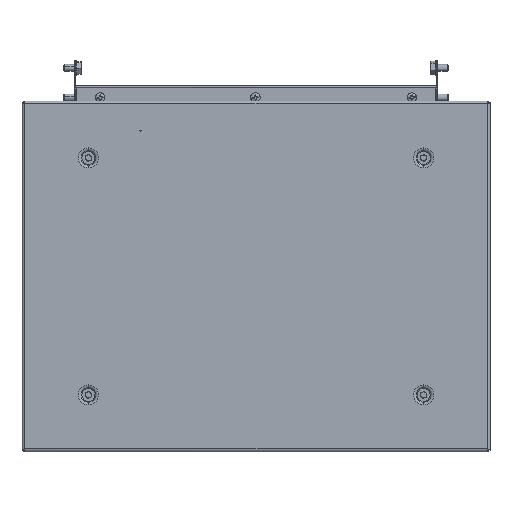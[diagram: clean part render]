
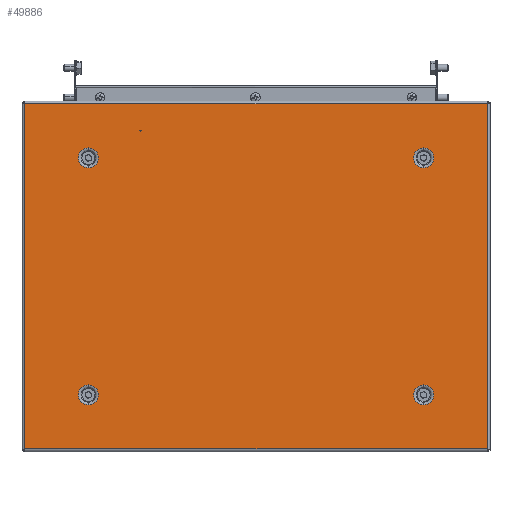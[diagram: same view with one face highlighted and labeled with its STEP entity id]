
A CAD part, top view. The second image highlights one B-rep face of the part: STEP entity #49886.
In plain terms, the highlighted planar face has unit normal (0, 0, 1).
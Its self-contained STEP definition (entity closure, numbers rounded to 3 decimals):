
#1319 = DIRECTION ( 'NONE',  ( 0., 0., -1. ) ) ;
#2679 = CARTESIAN_POINT ( 'NONE',  ( -141.5, -100., 0. ) ) ;
#3335 = CARTESIAN_POINT ( 'NONE',  ( 141.5, -91.557, 0. ) ) ;
#3723 = ORIENTED_EDGE ( 'NONE', *, *, #37375, .F. ) ;
#3949 = DIRECTION ( 'NONE',  ( 0., 0., 1. ) ) ;
#4720 = CIRCLE ( 'NONE', #78430, 0.5 ) ;
#4967 = VERTEX_POINT ( 'NONE', #3335 ) ;
#5057 = EDGE_LOOP ( 'NONE', ( #61365, #11438 ) ) ;
#5273 = ORIENTED_EDGE ( 'NONE', *, *, #25741, .F. ) ;
#5497 = CARTESIAN_POINT ( 'NONE',  ( 195.1, -146.529, 0. ) ) ;
#5782 = FACE_OUTER_BOUND ( 'NONE', #65030, .T. ) ;
#5925 = EDGE_LOOP ( 'NONE', ( #56103, #66892 ) ) ;
#6427 = EDGE_CURVE ( 'NONE', #20524, #38957, #65734, .T. ) ;
#6741 = VERTEX_POINT ( 'NONE', #78949 ) ;
#7044 = AXIS2_PLACEMENT_3D ( 'NONE', #14832, #39130, #46094 ) ;
#7161 = CIRCLE ( 'NONE', #38698, 8.443 ) ;
#8635 = VERTEX_POINT ( 'NONE', #50161 ) ;
#9518 = CARTESIAN_POINT ( 'NONE',  ( -195.1, 146.529, 0. ) ) ;
#9568 = DIRECTION ( 'NONE',  ( 1., 0., 0. ) ) ;
#10354 = VECTOR ( 'NONE', #15954, 1000. ) ;
#10797 = CIRCLE ( 'NONE', #74691, 8.443 ) ;
#11438 = ORIENTED_EDGE ( 'NONE', *, *, #6427, .F. ) ;
#11457 = ORIENTED_EDGE ( 'NONE', *, *, #55566, .F. ) ;
#11532 = VERTEX_POINT ( 'NONE', #68265 ) ;
#13899 = VERTEX_POINT ( 'NONE', #73558 ) ;
#14601 = CARTESIAN_POINT ( 'NONE',  ( 195.1, 145.6, 0. ) ) ;
#14625 = VECTOR ( 'NONE', #74341, 1000. ) ;
#14690 = DIRECTION ( 'NONE',  ( 0., 1., 0. ) ) ;
#14832 = CARTESIAN_POINT ( 'NONE',  ( 141.5, 100., 0. ) ) ;
#15954 = DIRECTION ( 'NONE',  ( 0., -1., 0. ) ) ;
#16513 = EDGE_LOOP ( 'NONE', ( #19910, #16878 ) ) ;
#16878 = ORIENTED_EDGE ( 'NONE', *, *, #29067, .T. ) ;
#19404 = LINE ( 'NONE', #5497, #71105 ) ;
#19455 = DIRECTION ( 'NONE',  ( -1., 0., 0. ) ) ;
#19815 = CARTESIAN_POINT ( 'NONE',  ( -97.5, 123., 0. ) ) ;
#19910 = ORIENTED_EDGE ( 'NONE', *, *, #73500, .T. ) ;
#20088 = DIRECTION ( 'NONE',  ( -1., 0., 0. ) ) ;
#20243 = AXIS2_PLACEMENT_3D ( 'NONE', #54802, #36641, #30286 ) ;
#20524 = VERTEX_POINT ( 'NONE', #79123 ) ;
#21135 = CARTESIAN_POINT ( 'NONE',  ( 141.5, -100., 0. ) ) ;
#21215 = CARTESIAN_POINT ( 'NONE',  ( -195.1, -145.6, 0. ) ) ;
#21895 = EDGE_CURVE ( 'NONE', #75634, #4967, #7161, .T. ) ;
#22662 = VERTEX_POINT ( 'NONE', #21215 ) ;
#22836 = AXIS2_PLACEMENT_3D ( 'NONE', #32547, #68653, #19455 ) ;
#24335 = CARTESIAN_POINT ( 'NONE',  ( -141.5, 108.443, 0. ) ) ;
#24390 = DIRECTION ( 'NONE',  ( 0., 0., 1. ) ) ;
#24548 = ORIENTED_EDGE ( 'NONE', *, *, #59030, .F. ) ;
#25741 = EDGE_CURVE ( 'NONE', #77755, #8635, #42900, .T. ) ;
#26295 = CARTESIAN_POINT ( 'NONE',  ( 141.5, 108.443, 0. ) ) ;
#26679 = VERTEX_POINT ( 'NONE', #36310 ) ;
#26852 = DIRECTION ( 'NONE',  ( 0., 1., 0. ) ) ;
#27112 = DIRECTION ( 'NONE',  ( 0., 0., 1. ) ) ;
#28580 = LINE ( 'NONE', #9518, #10354 ) ;
#28700 = VERTEX_POINT ( 'NONE', #70718 ) ;
#29067 = EDGE_CURVE ( 'NONE', #11532, #28700, #4720, .T. ) ;
#29509 = CARTESIAN_POINT ( 'NONE',  ( -141.5, 100., 0. ) ) ;
#29863 = CIRCLE ( 'NONE', #37959, 8.443 ) ;
#30027 = DIRECTION ( 'NONE',  ( 0., 1., 0. ) ) ;
#30286 = DIRECTION ( 'NONE',  ( 0., 1., 0. ) ) ;
#31610 = EDGE_CURVE ( 'NONE', #4967, #75634, #43070, .T. ) ;
#31649 = DIRECTION ( 'NONE',  ( 0., 0., 1. ) ) ;
#32547 = CARTESIAN_POINT ( 'NONE',  ( -97.5, 123., 0. ) ) ;
#32595 = AXIS2_PLACEMENT_3D ( 'NONE', #47040, #3949, #71170 ) ;
#32983 = LINE ( 'NONE', #46176, #54947 ) ;
#33100 = AXIS2_PLACEMENT_3D ( 'NONE', #21135, #39269, #14690 ) ;
#33428 = CARTESIAN_POINT ( 'NONE',  ( 141.5, -108.443, 0. ) ) ;
#34048 = VERTEX_POINT ( 'NONE', #24335 ) ;
#34569 = DIRECTION ( 'NONE',  ( 0., 0., 1. ) ) ;
#35813 = EDGE_LOOP ( 'NONE', ( #24548, #11457 ) ) ;
#36310 = CARTESIAN_POINT ( 'NONE',  ( 195.1, -145.6, 0. ) ) ;
#36628 = LINE ( 'NONE', #68508, #14625 ) ;
#36641 = DIRECTION ( 'NONE',  ( 0., 0., 1. ) ) ;
#36715 = CIRCLE ( 'NONE', #56627, 8.443 ) ;
#37169 = ORIENTED_EDGE ( 'NONE', *, *, #55914, .T. ) ;
#37375 = EDGE_CURVE ( 'NONE', #8635, #77755, #10797, .T. ) ;
#37959 = AXIS2_PLACEMENT_3D ( 'NONE', #68266, #31649, #74367 ) ;
#38301 = ORIENTED_EDGE ( 'NONE', *, *, #63763, .T. ) ;
#38698 = AXIS2_PLACEMENT_3D ( 'NONE', #63972, #34569, #46591 ) ;
#38957 = VERTEX_POINT ( 'NONE', #26295 ) ;
#39130 = DIRECTION ( 'NONE',  ( 0., 0., 1. ) ) ;
#39269 = DIRECTION ( 'NONE',  ( 0., 0., 1. ) ) ;
#40252 = FACE_BOUND ( 'NONE', #5057, .T. ) ;
#41655 = DIRECTION ( 'NONE',  ( 0., 1., 0. ) ) ;
#42655 = ORIENTED_EDGE ( 'NONE', *, *, #68340, .T. ) ;
#42900 = CIRCLE ( 'NONE', #20243, 8.443 ) ;
#43070 = CIRCLE ( 'NONE', #33100, 8.443 ) ;
#46094 = DIRECTION ( 'NONE',  ( 0., 1., 0. ) ) ;
#46176 = CARTESIAN_POINT ( 'NONE',  ( -196.029, -145.6, 0. ) ) ;
#46591 = DIRECTION ( 'NONE',  ( 0., 1., 0. ) ) ;
#47040 = CARTESIAN_POINT ( 'NONE',  ( 0., 0., 0. ) ) ;
#47716 = ORIENTED_EDGE ( 'NONE', *, *, #63199, .T. ) ;
#48803 = FACE_BOUND ( 'NONE', #5925, .T. ) ;
#49886 = ADVANCED_FACE ( 'NONE', ( #72804, #48803, #52624, #40252, #78557, #5782 ), #53134, .T. ) ;
#50157 = DIRECTION ( 'NONE',  ( 0., 0., 1. ) ) ;
#50161 = CARTESIAN_POINT ( 'NONE',  ( -141.5, -91.557, 0. ) ) ;
#52624 = FACE_BOUND ( 'NONE', #63426, .T. ) ;
#53134 = PLANE ( 'NONE',  #32595 ) ;
#54802 = CARTESIAN_POINT ( 'NONE',  ( -141.5, -100., 0. ) ) ;
#54947 = VECTOR ( 'NONE', #9568, 1000. ) ;
#55566 = EDGE_CURVE ( 'NONE', #13899, #34048, #36715, .T. ) ;
#55914 = EDGE_CURVE ( 'NONE', #26679, #68117, #19404, .T. ) ;
#56103 = ORIENTED_EDGE ( 'NONE', *, *, #31610, .F. ) ;
#56627 = AXIS2_PLACEMENT_3D ( 'NONE', #62237, #50157, #61976 ) ;
#57209 = CIRCLE ( 'NONE', #68908, 8.443 ) ;
#57775 = CIRCLE ( 'NONE', #22836, 0.5 ) ;
#59030 = EDGE_CURVE ( 'NONE', #34048, #13899, #57209, .T. ) ;
#61365 = ORIENTED_EDGE ( 'NONE', *, *, #67428, .F. ) ;
#61976 = DIRECTION ( 'NONE',  ( 0., 1., 0. ) ) ;
#62237 = CARTESIAN_POINT ( 'NONE',  ( -141.5, 100., 0. ) ) ;
#62272 = CARTESIAN_POINT ( 'NONE',  ( -141.5, -108.443, 0. ) ) ;
#63199 = EDGE_CURVE ( 'NONE', #22662, #26679, #32983, .T. ) ;
#63426 = EDGE_LOOP ( 'NONE', ( #3723, #5273 ) ) ;
#63763 = EDGE_CURVE ( 'NONE', #68117, #6741, #36628, .T. ) ;
#63972 = CARTESIAN_POINT ( 'NONE',  ( 141.5, -100., 0. ) ) ;
#65030 = EDGE_LOOP ( 'NONE', ( #42655, #47716, #37169, #38301 ) ) ;
#65734 = CIRCLE ( 'NONE', #7044, 8.443 ) ;
#66892 = ORIENTED_EDGE ( 'NONE', *, *, #21895, .F. ) ;
#67428 = EDGE_CURVE ( 'NONE', #38957, #20524, #29863, .T. ) ;
#68117 = VERTEX_POINT ( 'NONE', #14601 ) ;
#68265 = CARTESIAN_POINT ( 'NONE',  ( -97., 123., 0. ) ) ;
#68266 = CARTESIAN_POINT ( 'NONE',  ( 141.5, 100., 0. ) ) ;
#68340 = EDGE_CURVE ( 'NONE', #6741, #22662, #28580, .T. ) ;
#68508 = CARTESIAN_POINT ( 'NONE',  ( 196.029, 145.6, 0. ) ) ;
#68653 = DIRECTION ( 'NONE',  ( 0., 0., -1. ) ) ;
#68908 = AXIS2_PLACEMENT_3D ( 'NONE', #29509, #24390, #30027 ) ;
#70718 = CARTESIAN_POINT ( 'NONE',  ( -98., 123., 0. ) ) ;
#71105 = VECTOR ( 'NONE', #41655, 1000. ) ;
#71170 = DIRECTION ( 'NONE',  ( 1., 0., 0. ) ) ;
#72804 = FACE_BOUND ( 'NONE', #16513, .T. ) ;
#73500 = EDGE_CURVE ( 'NONE', #28700, #11532, #57775, .T. ) ;
#73558 = CARTESIAN_POINT ( 'NONE',  ( -141.5, 91.557, 0. ) ) ;
#74341 = DIRECTION ( 'NONE',  ( -1., 0., 0. ) ) ;
#74367 = DIRECTION ( 'NONE',  ( 0., 1., 0. ) ) ;
#74691 = AXIS2_PLACEMENT_3D ( 'NONE', #2679, #27112, #26852 ) ;
#75634 = VERTEX_POINT ( 'NONE', #33428 ) ;
#77755 = VERTEX_POINT ( 'NONE', #62272 ) ;
#78430 = AXIS2_PLACEMENT_3D ( 'NONE', #19815, #1319, #20088 ) ;
#78557 = FACE_BOUND ( 'NONE', #35813, .T. ) ;
#78949 = CARTESIAN_POINT ( 'NONE',  ( -195.1, 145.6, 0. ) ) ;
#79123 = CARTESIAN_POINT ( 'NONE',  ( 141.5, 91.557, 0. ) ) ;
